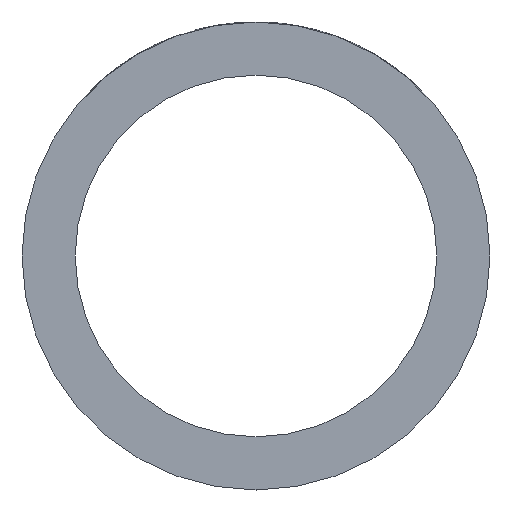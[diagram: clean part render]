
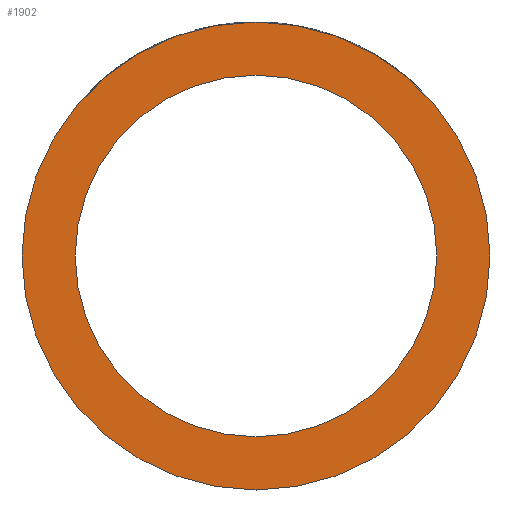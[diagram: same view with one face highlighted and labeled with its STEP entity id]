
A CAD part, front view. The second image highlights one B-rep face of the part: STEP entity #1902.
In plain terms, the highlighted planar face has unit normal (0, -1, 0).
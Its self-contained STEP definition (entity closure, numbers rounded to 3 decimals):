
#26 = EDGE_CURVE ( 'Defeature ausgef�hrt1_2+Defeature ausgef�hrt1_3+Defeature ausgef�hrt1_3+Defeature ausgef�hrt1_3', #2339, #1887, #906, .T. ) ;
#87 = CARTESIAN_POINT ( 'NONE',  ( 0., -2., -0.85 ) ) ;
#103 = EDGE_CURVE ( 'Defeature ausgef�hrt1_2+Defeature ausgef�hrt1_3+Defeature ausgef�hrt1_3+Defeature ausgef�hrt1_3', #1887, #2339, #1253, .T. ) ;
#112 = DIRECTION ( 'NONE',  ( 0., 1., 0. ) ) ;
#124 = CARTESIAN_POINT ( 'NONE',  ( -1.1, -2., 0. ) ) ;
#151 = EDGE_LOOP ( 'NONE', ( #1002, #1869 ) ) ;
#155 = ORIENTED_EDGE ( 'NONE', *, *, #103, .T. ) ;
#357 = VERTEX_POINT ( 'NONE', #1567 ) ;
#446 = CIRCLE ( 'NONE', #841, 1.1 ) ;
#456 = AXIS2_PLACEMENT_3D ( 'NONE', #1735, #2526, #933 ) ;
#568 = EDGE_CURVE ( 'Defeature ausgef�hrt1_0+Defeature ausgef�hrt1_2+Defeature ausgef�hrt1_2+Defeature ausgef�hrt1_2', #918, #357, #1064, .T. ) ;
#580 = AXIS2_PLACEMENT_3D ( 'NONE', #1381, #1196, #1789 ) ;
#608 = CARTESIAN_POINT ( 'NONE',  ( 0., -2., 0.85 ) ) ;
#649 = FACE_BOUND ( 'NONE', #2009, .T. ) ;
#693 = ORIENTED_EDGE ( 'NONE', *, *, #26, .T. ) ;
#825 = DIRECTION ( 'NONE',  ( 0., 0., 1. ) ) ;
#835 = DIRECTION ( 'NONE',  ( 0., 1., 0. ) ) ;
#841 = AXIS2_PLACEMENT_3D ( 'NONE', #1137, #112, #939 ) ;
#906 = CIRCLE ( 'NONE', #456, 0.85 ) ;
#918 = VERTEX_POINT ( 'NONE', #1539 ) ;
#933 = DIRECTION ( 'NONE',  ( 0., 0., 1. ) ) ;
#939 = DIRECTION ( 'NONE',  ( 0., 0., 1. ) ) ;
#1002 = ORIENTED_EDGE ( 'NONE', *, *, #1396, .F. ) ;
#1064 = CIRCLE ( 'NONE', #580, 1.1 ) ;
#1137 = CARTESIAN_POINT ( 'NONE',  ( 0., -2., 0. ) ) ;
#1170 = CARTESIAN_POINT ( 'NONE',  ( 0., -2., 0. ) ) ;
#1196 = DIRECTION ( 'NONE',  ( 0., 1., 0. ) ) ;
#1253 = CIRCLE ( 'NONE', #1934, 0.85 ) ;
#1368 = DIRECTION ( 'NONE',  ( 0., -1., 0. ) ) ;
#1381 = CARTESIAN_POINT ( 'NONE',  ( 0., -2., 0. ) ) ;
#1396 = EDGE_CURVE ( 'Defeature ausgef�hrt1_0+Defeature ausgef�hrt1_2+Defeature ausgef�hrt1_2+Defeature ausgef�hrt1_2', #357, #918, #446, .T. ) ;
#1539 = CARTESIAN_POINT ( 'NONE',  ( 0., -2., -1.1 ) ) ;
#1544 = DIRECTION ( 'NONE',  ( 0., 0., -1. ) ) ;
#1567 = CARTESIAN_POINT ( 'NONE',  ( 0., -2., 1.1 ) ) ;
#1696 = AXIS2_PLACEMENT_3D ( 'NONE', #124, #1368, #1544 ) ;
#1735 = CARTESIAN_POINT ( 'NONE',  ( 0., -2., 0. ) ) ;
#1789 = DIRECTION ( 'NONE',  ( 0., 0., 1. ) ) ;
#1869 = ORIENTED_EDGE ( 'NONE', *, *, #568, .F. ) ;
#1887 = VERTEX_POINT ( 'NONE', #87 ) ;
#1895 = PLANE ( 'NONE',  #1696 ) ;
#1902 = ADVANCED_FACE ( 'Defeature ausgef�hrt1_2', ( #649, #2470 ), #1895, .T. ) ;
#1934 = AXIS2_PLACEMENT_3D ( 'NONE', #1170, #835, #825 ) ;
#2009 = EDGE_LOOP ( 'NONE', ( #693, #155 ) ) ;
#2339 = VERTEX_POINT ( 'NONE', #608 ) ;
#2470 = FACE_OUTER_BOUND ( 'NONE', #151, .T. ) ;
#2526 = DIRECTION ( 'NONE',  ( 0., 1., 0. ) ) ;
